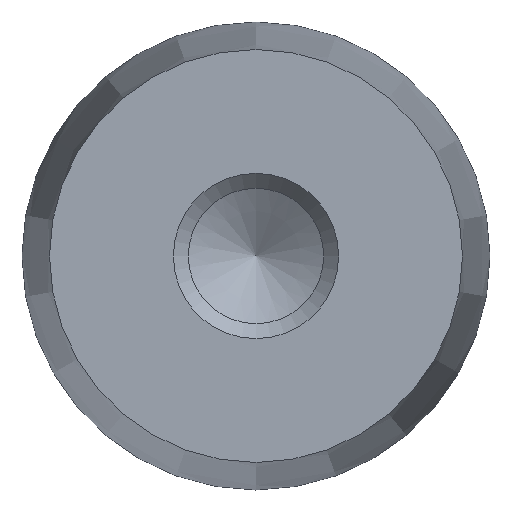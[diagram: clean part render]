
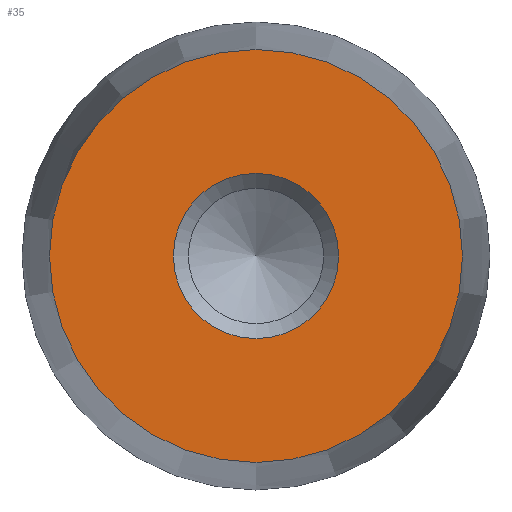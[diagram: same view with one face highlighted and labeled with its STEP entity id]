
A CAD part, front view. The second image highlights one B-rep face of the part: STEP entity #35.
In plain terms, the highlighted planar face has unit normal (0, -1, 0).
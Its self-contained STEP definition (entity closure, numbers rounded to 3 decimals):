
#35 = ADVANCED_FACE( '', ( #70, #71 ), #72, .F. );
#70 = FACE_BOUND( '', #105, .T. );
#71 = FACE_OUTER_BOUND( '', #106, .T. );
#72 = PLANE( '', #107 );
#105 = EDGE_LOOP( '', ( #138 ) );
#106 = EDGE_LOOP( '', ( #139 ) );
#107 = AXIS2_PLACEMENT_3D( '', #140, #141, #142 );
#138 = ORIENTED_EDGE( '', *, *, #173, .F. );
#139 = ORIENTED_EDGE( '', *, *, #168, .T. );
#140 = CARTESIAN_POINT( '', ( 7.5, 0., 0. ) );
#141 = DIRECTION( '', ( 0., 1., 0. ) );
#142 = DIRECTION( '', ( 0., 0., 1. ) );
#168 = EDGE_CURVE( '', #183, #183, #184, .T. );
#173 = EDGE_CURVE( '', #191, #191, #192, .T. );
#183 = VERTEX_POINT( '', #202 );
#184 = CIRCLE( '', #203, 7.5 );
#191 = VERTEX_POINT( '', #210 );
#192 = CIRCLE( '', #211, 3. );
#202 = CARTESIAN_POINT( '', ( 0., 0., -7.5 ) );
#203 = AXIS2_PLACEMENT_3D( '', #220, #221, #222 );
#210 = CARTESIAN_POINT( '', ( 0., 0., -3. ) );
#211 = AXIS2_PLACEMENT_3D( '', #229, #230, #231 );
#220 = CARTESIAN_POINT( '', ( 0., 0., 0. ) );
#221 = DIRECTION( '', ( 0., -1., 0. ) );
#222 = DIRECTION( '', ( 0., 0., -1. ) );
#229 = CARTESIAN_POINT( '', ( 0., 0., 0. ) );
#230 = DIRECTION( '', ( 0., -1., 0. ) );
#231 = DIRECTION( '', ( 0., 0., -1. ) );
